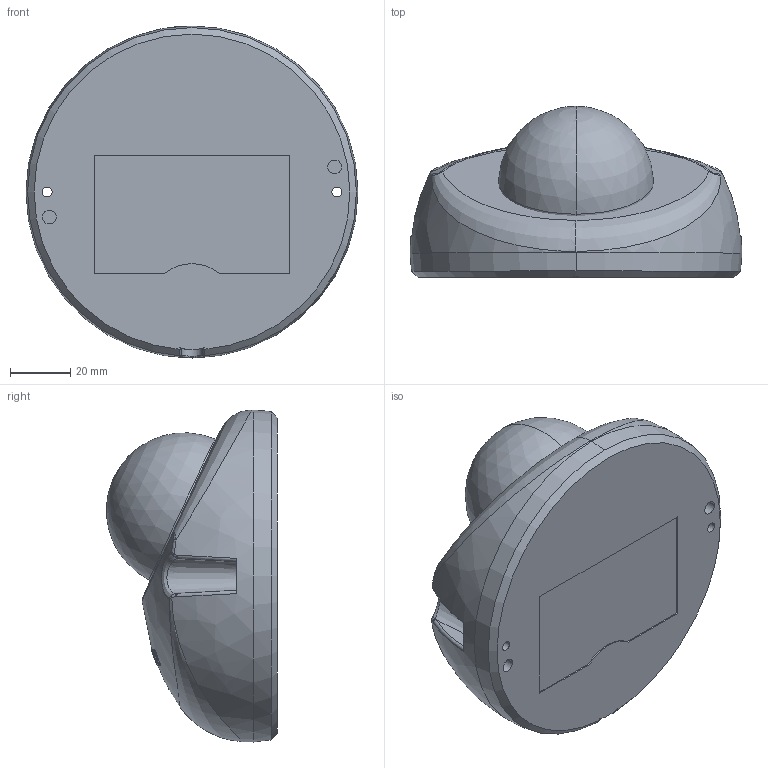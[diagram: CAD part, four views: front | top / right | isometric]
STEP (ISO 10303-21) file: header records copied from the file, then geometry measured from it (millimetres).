
FILE_DESCRIPTION((''),'2;1');
FILE_NAME('ASM0001_ASM','2021-02-20T',('levi.chen'),(''),'PRO/ENGINEER BY PARAMETRIC TECHNOLOGY CORPORATION, 2011490','PRO/ENGINEER BY PARAMETRIC TECHNOLOGY CORPORATION, 2011490','');
FILE_SCHEMA(('CONFIG_CONTROL_DESIGN'));
Length unit declared in the file: millimetre
Products named in the file (15): C261E-TOP-CASE_AF0_8; MANIFOLD_SOLID_BREP_4727; MANIFOLD_SOLID_BREP_5074; MANIFOLD_SOLID_BREP_5417; MANIFOLD_SOLID_BREP_5723; MANIFOLD_SOLID_BREP_5913; MANIFOLD_SOLID_BREP_7280; MANIFOLD_SOLID_BREP_8853; MANIFOLD_SOLID_BREP_9268; VICON-LOGO_AF2_1_ASM; C261E-TOP-CASE_ASM_17_ASM; ZM50-4000565G_1; 1-C261E-TOP-CASE-ASSY_ASM_2_ASM; C233KL-BOT-COVER_10; ASM0001_ASM
Assembly tree (14 placements, depth 5):
  ASM0001_ASM
    1-C261E-TOP-CASE-ASSY_ASM_2_ASM
      C261E-TOP-CASE_ASM_17_ASM
        C261E-TOP-CASE_AF0_8
        VICON-LOGO_AF2_1_ASM
          MANIFOLD_SOLID_BREP_4727
          MANIFOLD_SOLID_BREP_5074
          MANIFOLD_SOLID_BREP_5417
          MANIFOLD_SOLID_BREP_5723
          MANIFOLD_SOLID_BREP_5913
          MANIFOLD_SOLID_BREP_7280
          MANIFOLD_SOLID_BREP_8853
          MANIFOLD_SOLID_BREP_9268
      ZM50-4000565G_1
    C233KL-BOT-COVER_10
Bounding box: 110 x 56.56 x 110 mm (x, y, z)
Volume: 309682.3 mm3; surface area: 58529.3 mm2
Topology: 11 solids, 11 shells, 219 faces, 575 edges, 378 vertices
Faces by surface type: plane 66, extrusion 58, bspline 46, cylinder 25, cone 15, torus 5, sphere 4
Entity records: 10605 total; most frequent: CARTESIAN_POINT 5502, ORIENTED_EDGE 1142, DIRECTION 755, EDGE_CURVE 571, VERTEX_POINT 378, B_SPLINE_CURVE_WITH_KNOTS 353, AXIS2_PLACEMENT_3D 265, EDGE_LOOP 237
